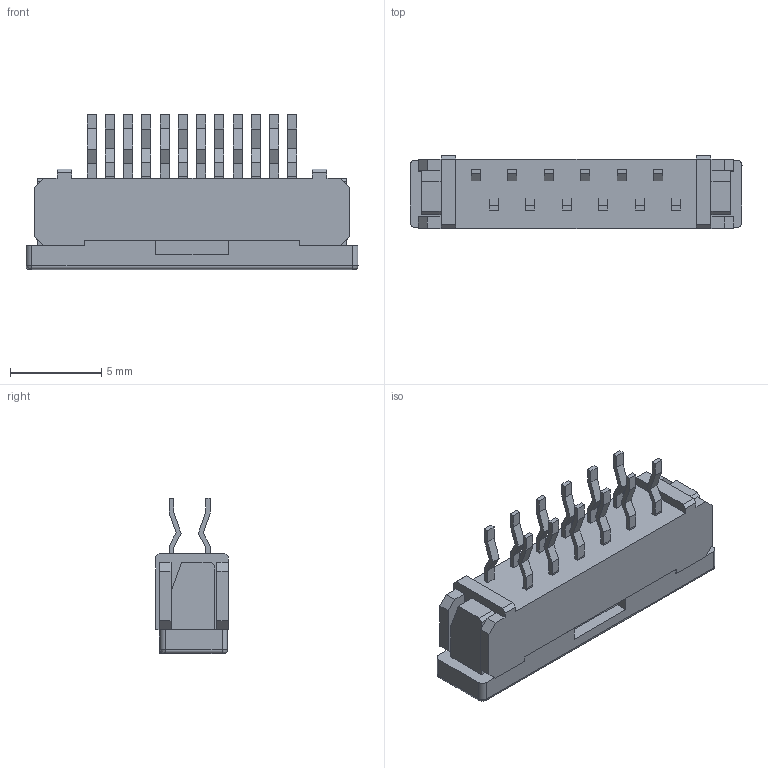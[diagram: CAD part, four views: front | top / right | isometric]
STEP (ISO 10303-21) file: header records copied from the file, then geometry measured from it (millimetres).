
FILE_DESCRIPTION((''),'2;1');
FILE_NAME('SLW_S-1C7_LF','2008-04-10T',('gohd'),('FCI - CDC Division'),'PRO/ENGINEER BY PARAMETRIC TECHNOLOGY CORPORATION, 2006020','PRO/ENGINEER BY PARAMETRIC TECHNOLOGY CORPORATION, 2006020','');
FILE_SCHEMA(('CONFIG_CONTROL_DESIGN'));
Length unit declared in the file: millimetre
Products named in the file (1): SLW_S-1C7_LF
Bounding box: 18.2 x 4 x 8.5 mm (x, y, z)
Volume: 310 mm3; surface area: 585.9 mm2
Topology: 1 solids, 1 shells, 300 faces, 806 edges, 532 vertices
Faces by surface type: plane 275, cylinder 21, bspline 4
Entity records: 9291 total; most frequent: CARTESIAN_POINT 1705, ORIENTED_EDGE 1612, DIRECTION 1440, EDGE_CURVE 806, VECTOR 760, LINE 760, VERTEX_POINT 532, AXIS2_PLACEMENT_3D 340
